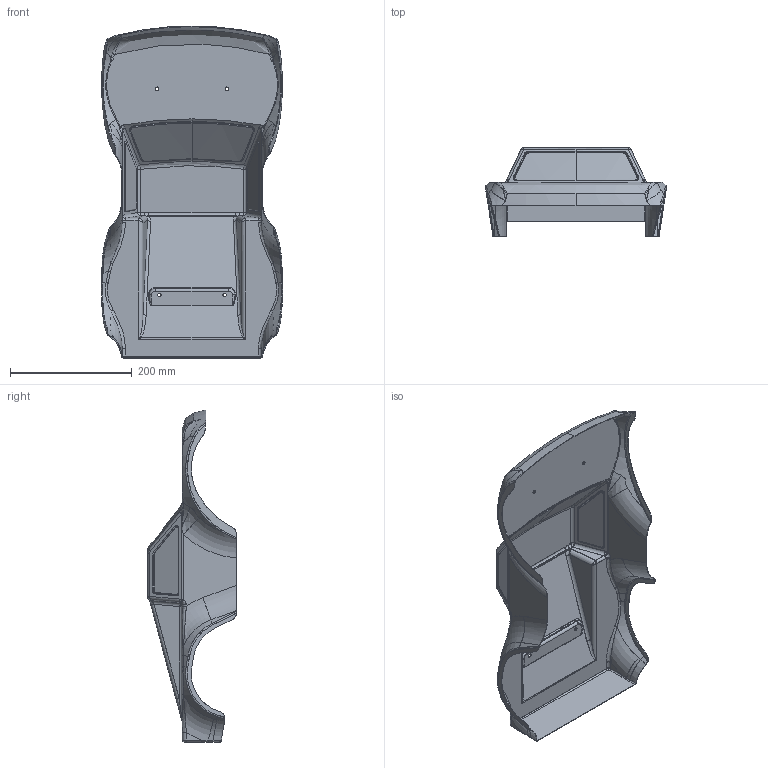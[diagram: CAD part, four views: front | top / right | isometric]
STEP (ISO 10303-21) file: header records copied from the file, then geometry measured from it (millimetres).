
FILE_DESCRIPTION(/* description */ ('STEP AP203','CAx-IF Rec.Pracs.---Representation and Presentation of Product Manufacturing Information (PMI)---4.0---2014-10-13'),/* implementation_level */ '2;1');
FILE_NAME(/* name */ 'SC10 Assem v1.step',/* time_stamp */ '2025-02-17T15:40:14-08:00',/* author */ (''),/* organization */ (''),/* preprocessor_version */ 'ST-DEVELOPER v20',/* originating_system */ 'Autodesk Translation Framework v13.20.0.188',/* authorisation */ '');
FILE_SCHEMA (('AP242_MANAGED_MODEL_BASED_3D_ENGINEERING_MIM_LF { 1 0 10303 442 1 1 4 }'));
Products named in the file (2): SC10 Assem; sc10 body
Assembly tree (1 placements, depth 2):
  SC10 Assem
    sc10 body
Bounding box: 297.91 x 146.05 x 546.1 mm (x, y, z)
Volume: 242935.6 mm3; surface area: 480179.4 mm2
Topology: 1 solids, 1 shells, 522 faces, 1294 edges, 740 vertices
Faces by surface type: bspline 250, cylinder 130, plane 68, torus 54, cone 12, sphere 8
Full cylindrical faces by diameter (mm): 5.715 x4
Entity records: 36458 total; most frequent: CARTESIAN_POINT 25821, ORIENTED_EDGE 2508, DIRECTION 1866, EDGE_CURVE 1254, AXIS2_PLACEMENT_3D 784, VERTEX_POINT 740, EDGE_LOOP 536, FACE_OUTER_BOUND 522
